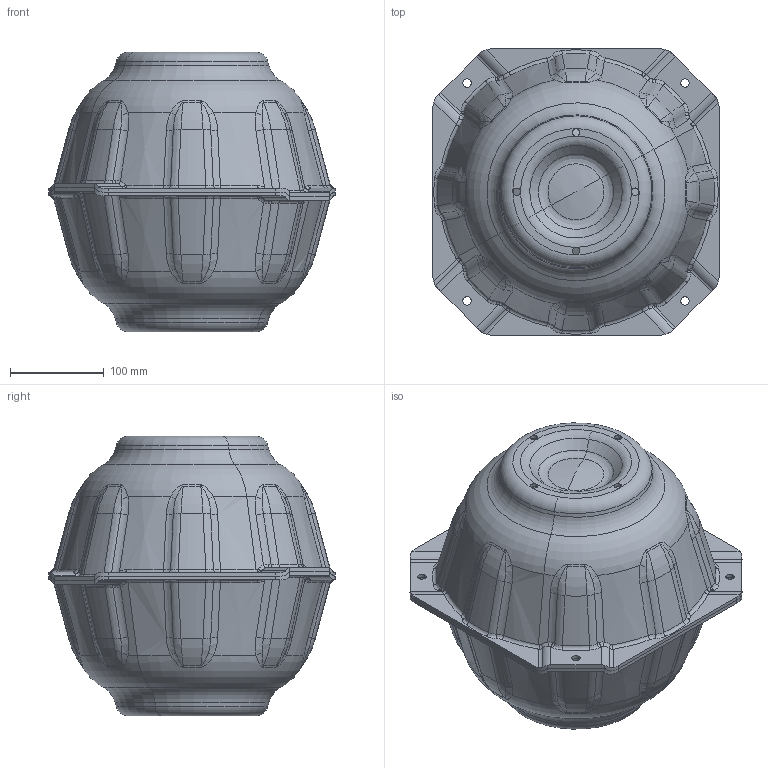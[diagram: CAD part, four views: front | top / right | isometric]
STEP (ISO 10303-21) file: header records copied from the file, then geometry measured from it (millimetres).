
FILE_DESCRIPTION(('CATIA V5 STEP Exchange'),'2;1');
FILE_NAME('Schutzschale 10''''Schutzschale_10''''.stp','2013-11-07T12:08:26+00:00',('none'),('none'),'CATIA Version 5 Release 19 SP 9 (IN-10)','CATIA V5 STEP AP214','none');
FILE_SCHEMA(('AUTOMOTIVE_DESIGN { 1 0 10303 214 1 1 1 1 }'));
Length unit declared in the file: millimetre
Products named in the file (3): Schutzschale_10''; Glaskugel 10zoll; SCHUTZHUELLE_10"_1
Assembly tree (3 placements, depth 2):
  Schutzschale_10''
    Glaskugel 10zoll
    SCHUTZHUELLE_10"_1  x2
Bounding box: 305 x 305 x 298 mm (x, y, z)
Volume: 9862974.1 mm3; surface area: 854504.9 mm2
Topology: 3 solids, 3 shells, 974 faces, 2366 edges, 1358 vertices
Faces by surface type: bspline 528, torus 168, cylinder 112, cone 88, plane 52, sphere 26
Entity records: 30958 total; most frequent: CARTESIAN_POINT 22286, ORIENTED_EDGE 2340, EDGE_CURVE 1170, B_SPLINE_CURVE_WITH_KNOTS 758, DIRECTION 750, VERTEX_POINT 680, EDGE_LOOP 498, ADVANCED_FACE 488
